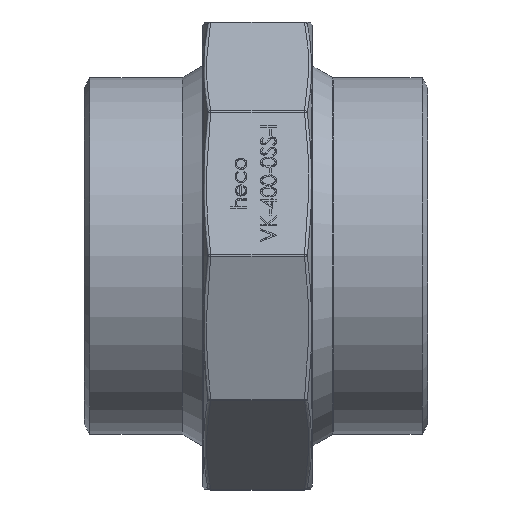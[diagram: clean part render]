
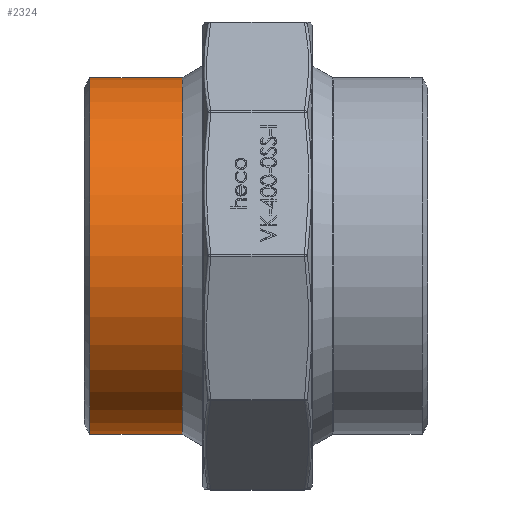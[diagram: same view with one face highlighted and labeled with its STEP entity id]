
A CAD part, top view. The second image highlights one B-rep face of the part: STEP entity #2324.
In plain terms, the highlighted cylindrical face has radius 57.15 mm (diameter 114.3 mm), a full revolution.
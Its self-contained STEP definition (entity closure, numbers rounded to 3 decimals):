
#2324 = ADVANCED_FACE ( 'NONE', ( #9111, #13418 ), #11931, .T. ) ;
#2907 = CIRCLE ( 'NONE', #13942, 57.15 ) ;
#3149 = ORIENTED_EDGE ( 'NONE', *, *, #11082, .F. ) ;
#3429 = DIRECTION ( 'NONE',  ( 1., 0., 0. ) ) ;
#3450 = CIRCLE ( 'NONE', #10617, 57.15 ) ;
#3504 = EDGE_CURVE ( 'NONE', #17248, #17248, #3450, .T. ) ;
#3706 = DIRECTION ( 'NONE',  ( 0., 1., 0. ) ) ;
#5904 = AXIS2_PLACEMENT_3D ( 'NONE', #16115, #3429, #3706 ) ;
#7455 = EDGE_LOOP ( 'NONE', ( #18438 ) ) ;
#7726 = VERTEX_POINT ( 'NONE', #13437 ) ;
#8584 = CARTESIAN_POINT ( 'NONE',  ( -58.268, 0., 57.15 ) ) ;
#8639 = DIRECTION ( 'NONE',  ( 1., 0., 0. ) ) ;
#9111 = FACE_OUTER_BOUND ( 'NONE', #16652, .T. ) ;
#10617 = AXIS2_PLACEMENT_3D ( 'NONE', #14940, #11960, #14755 ) ;
#11082 = EDGE_CURVE ( 'NONE', #7726, #7726, #2907, .T. ) ;
#11931 = CYLINDRICAL_SURFACE ( 'NONE', #5904, 57.15 ) ;
#11960 = DIRECTION ( 'NONE',  ( -1., 0., 0. ) ) ;
#13418 = FACE_OUTER_BOUND ( 'NONE', #7455, .T. ) ;
#13437 = CARTESIAN_POINT ( 'NONE',  ( -28.668, 57.15, 0. ) ) ;
#13942 = AXIS2_PLACEMENT_3D ( 'NONE', #16007, #8639, #14343 ) ;
#14343 = DIRECTION ( 'NONE',  ( 0., 1., 0. ) ) ;
#14755 = DIRECTION ( 'NONE',  ( 0., 0., 1. ) ) ;
#14940 = CARTESIAN_POINT ( 'NONE',  ( -58.268, 0., 0. ) ) ;
#16007 = CARTESIAN_POINT ( 'NONE',  ( -28.668, 0., 0. ) ) ;
#16115 = CARTESIAN_POINT ( 'NONE',  ( 0., 0., 0. ) ) ;
#16652 = EDGE_LOOP ( 'NONE', ( #3149 ) ) ;
#17248 = VERTEX_POINT ( 'NONE', #8584 ) ;
#18438 = ORIENTED_EDGE ( 'NONE', *, *, #3504, .F. ) ;
